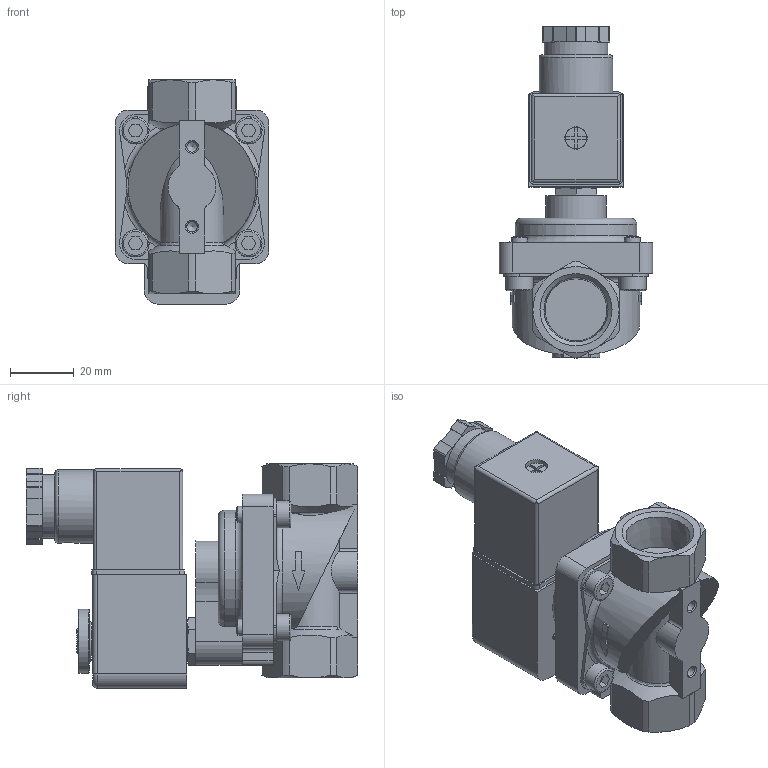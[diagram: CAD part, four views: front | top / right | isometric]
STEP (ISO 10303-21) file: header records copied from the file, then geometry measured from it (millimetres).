
FILE_DESCRIPTION(/* description */ ('STEP AP214'),/* implementation_level */ '2;1');
FILE_NAME(/* name */ '1489987_VZWP-L-M22C-N12-130-V-2AP4-40',/* time_stamp */ '2024-09-18T10:47:17+02:00',/* author */ ('License CC BY-ND 4.0'),/* organization */ ('CADENAS'),/* preprocessor_version */ 'ST-DEVELOPER v19.3',/* originating_system */ 'PARTsolutions',/* authorisation */ ' ');
FILE_SCHEMA (('AUTOMOTIVE_DESIGN {1 0 10303 214 3 1 1}'));
Length unit declared in the file: millimetre
Products named in the file (4): 1489987 VZWP-L-M22C-N12-130-V-2AP4-40; 1001801 VZWP-L--130-F4-40-130-N12; 1002026 VACS-H0P-A1-2A; 550067 MSSD-N---(0)
Assembly tree (3 placements, depth 2):
  1489987 VZWP-L-M22C-N12-130-V-2AP4-40
    1001801 VZWP-L--130-F4-40-130-N12
    1002026 VACS-H0P-A1-2A
    550067 MSSD-N---(0)
Bounding box: 48 x 103.8 x 70.2 mm (x, y, z)
Volume: 137736.6 mm3; surface area: 34985.2 mm2
Topology: 3 solids, 3 shells, 526 faces, 1367 edges, 888 vertices
Faces by surface type: plane 335, cylinder 126, cone 48, torus 17
Full cylindrical faces by diameter (mm): 1.66 x3, 2.1 x8, 2.459 x1, 3 x1, 3.242 x2, 5 x5, 6.6 x1, 7 x1, 8 x3, 8.04 x1, 8.5 x5, 9 x1, 9.2 x1, 9.35 x1, 9.85 x1, 11 x1, 16 x1, 20 x2, 23 x1
Entity records: 17748 total; most frequent: CARTESIAN_POINT 3111, DIRECTION 2566, ORIENTED_EDGE 2558, EDGE_CURVE 1279, AXIS2_PLACEMENT_3D 878, VERTEX_POINT 868, LINE 810, VECTOR 810
